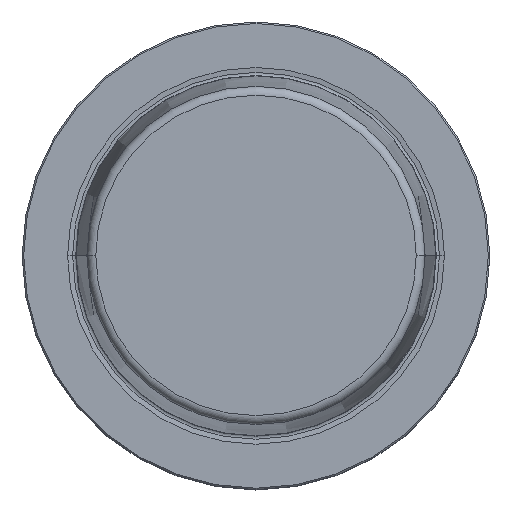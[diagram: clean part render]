
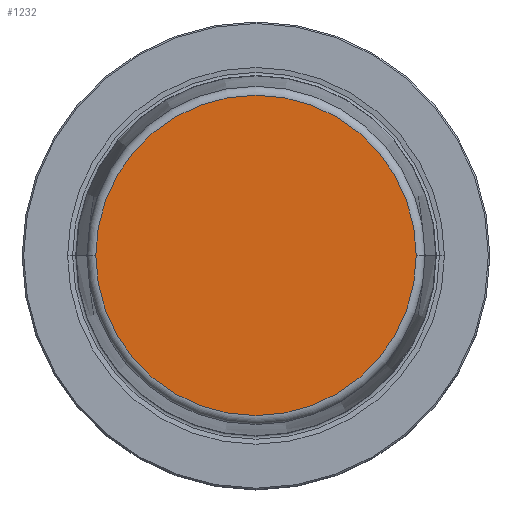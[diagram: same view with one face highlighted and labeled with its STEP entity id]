
A CAD part, top view. The second image highlights one B-rep face of the part: STEP entity #1232.
In plain terms, the highlighted planar face has unit normal (0, 0, 1).
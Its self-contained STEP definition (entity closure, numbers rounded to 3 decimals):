
#73=CARTESIAN_POINT('',(0.,0.,31.9));
#74=DIRECTION('',(0.,0.,1.));
#75=DIRECTION('',(-1.,0.,0.));
#76=AXIS2_PLACEMENT_3D('',#73,#74,#75);
#81=CARTESIAN_POINT('',(0.,0.,31.9));
#82=DIRECTION('',(0.,0.,-1.));
#83=DIRECTION('',(-1.,0.,0.));
#84=AXIS2_PLACEMENT_3D('',#81,#82,#83);
#1046=CARTESIAN_POINT('',(-21.581,0.,31.9));
#1048=VERTEX_POINT('',#1046);
#1120=CARTESIAN_POINT('',(21.581,0.,31.9));
#1122=VERTEX_POINT('',#1120);
#1223=CARTESIAN_POINT('',(0.,0.,31.9));
#1224=DIRECTION('',(0.,0.,-1.));
#1225=DIRECTION('',(1.,0.,0.));
#1226=AXIS2_PLACEMENT_3D('',#1223,#1224,#1225);
#1227=PLANE('',#1226);
#1228=ORIENTED_EDGE('',*,*,#1215,.F.);
#1229=ORIENTED_EDGE('',*,*,#1204,.T.);
#1230=EDGE_LOOP('',(#1228,#1229));
#1231=FACE_OUTER_BOUND('',#1230,.F.);
#1232=ADVANCED_FACE('',(#1231),#1227,.F.);
#77=CIRCLE('',#76,21.581);
#85=CIRCLE('',#84,21.581);
#1204=EDGE_CURVE('',#1048,#1122,#85,.T.);
#1215=EDGE_CURVE('',#1048,#1122,#77,.T.);
